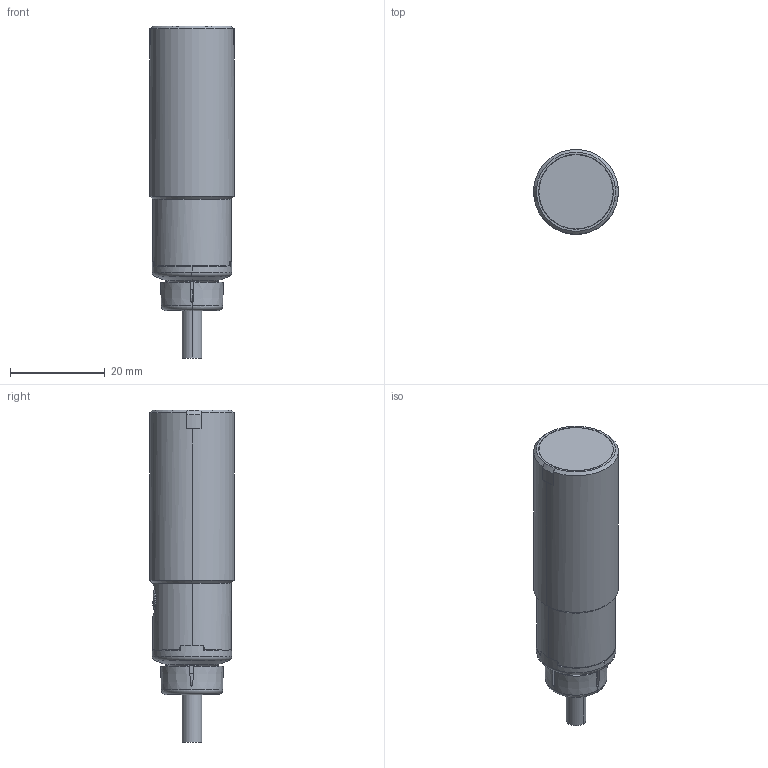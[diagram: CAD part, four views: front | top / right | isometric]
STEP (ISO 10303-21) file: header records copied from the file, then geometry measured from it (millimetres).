
FILE_DESCRIPTION((''),'2;1');
FILE_NAME('034','2021-02-01T17:31:34',('axu'),(''),'CREO PARAMETRIC BY PTC INC, 2019292','CREO PARAMETRIC BY PTC INC, 2019292','');
FILE_SCHEMA(('CONFIG_CONTROL_DESIGN','SHAPE_APPEARANCE_LAYERS_GROUPS'));
Length unit declared in the file: millimetre
Products named in the file (1): 034
Bounding box: 17.88 x 17.88 x 70 mm (x, y, z)
Volume: 13549.9 mm3; surface area: 7950 mm2
Topology: 1 solids, 2 shells, 266 faces, 783 edges, 512 vertices
Faces by surface type: plane 98, cylinder 87, torus 30, cone 25, bspline 22, sphere 4
Entity records: 13711 total; most frequent: CARTESIAN_POINT 3655, ORIENTED_EDGE 1546, DIRECTION 1392, EDGE_CURVE 773, AXIS2_PLACEMENT_3D 563, VERTEX_POINT 494, FILL_AREA_STYLE_COLOUR 492, FILL_AREA_STYLE 492
